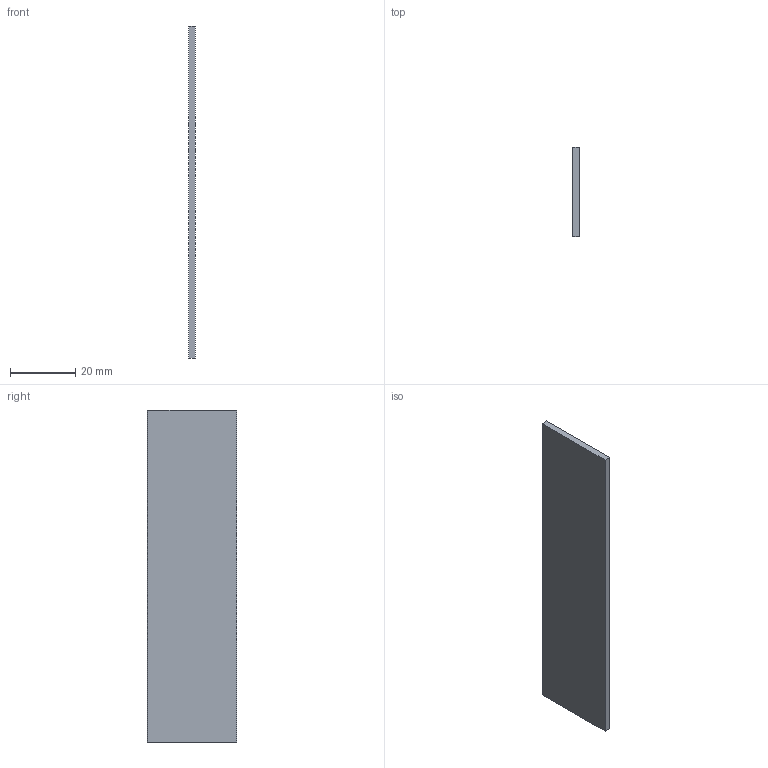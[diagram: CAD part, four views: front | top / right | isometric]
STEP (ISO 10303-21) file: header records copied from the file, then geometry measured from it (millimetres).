
FILE_DESCRIPTION (( 'STEP AP203' ), '1' );
FILE_NAME ('Wing_SD7080_12in_Base.STEP', '2026-01-19T21:20:03', ( '' ), ( '' ), 'SwSTEP 2.0', 'SolidWorks 2024', '' );
FILE_SCHEMA (( 'CONFIG_CONTROL_DESIGN' ));
Length unit declared in the file: inch
Products named in the file (1): Wing_SD7080_12in_Base
Bounding box: 2.03 x 27.36 x 101.6 mm (x, y, z)
Volume: 5632.2 mm3; surface area: 6067.6 mm2
Topology: 1 solids, 1 shells, 6 faces, 12 edges, 8 vertices
Faces by surface type: plane 4, bspline 2
Entity records: 247 total; most frequent: CARTESIAN_POINT 53, ORIENTED_EDGE 24, DIRECTION 18, EDGE_CURVE 12, VERTEX_POINT 8, VECTOR 8, PERSON_AND_ORGANIZATION 8, LINE 8
